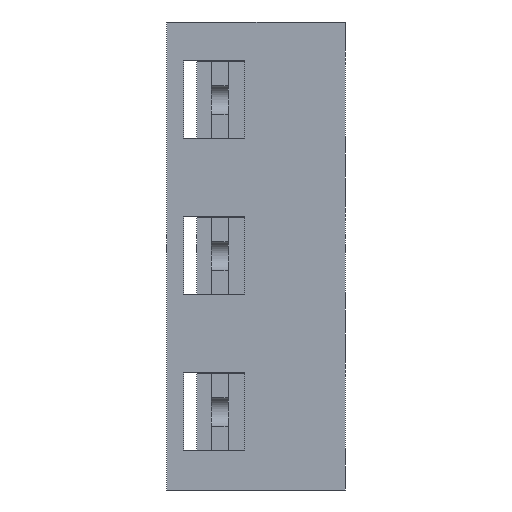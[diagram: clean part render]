
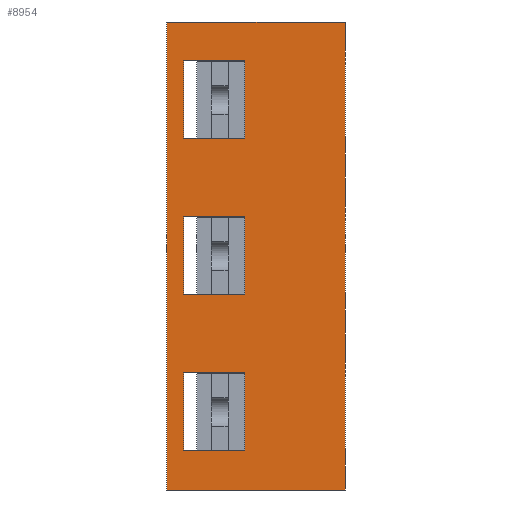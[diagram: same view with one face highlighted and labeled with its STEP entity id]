
A CAD part, left-side view. The second image highlights one B-rep face of the part: STEP entity #8954.
In plain terms, the highlighted planar face has unit normal (-1, 0, 0).
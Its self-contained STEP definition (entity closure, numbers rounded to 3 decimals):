
#17=DIRECTION('',(0.,-1.,0.));
#18=VECTOR('',#17,16.);
#19=CARTESIAN_POINT('',(-17.5,12.5,2016.));
#20=LINE('',#19,#18);
#497=DIRECTION('',(0.,-1.,0.));
#498=VECTOR('',#497,16.);
#499=CARTESIAN_POINT('',(-17.5,12.5,1974.));
#500=LINE('',#499,#498);
#501=DIRECTION('',(0.,0.,1.));
#502=VECTOR('',#501,42.);
#503=CARTESIAN_POINT('',(-17.5,12.5,1974.));
#504=LINE('',#503,#502);
#505=DIRECTION('',(0.,-1.,0.));
#506=VECTOR('',#505,5.5);
#507=CARTESIAN_POINT('',(-17.5,11.,2005.5));
#508=LINE('',#507,#506);
#509=DIRECTION('',(0.,0.,1.));
#510=VECTOR('',#509,7.);
#511=CARTESIAN_POINT('',(-17.5,5.5,2005.5));
#512=LINE('',#511,#510);
#513=DIRECTION('',(0.,1.,0.));
#514=VECTOR('',#513,5.5);
#515=CARTESIAN_POINT('',(-17.5,5.5,2012.5));
#516=LINE('',#515,#514);
#517=DIRECTION('',(0.,0.,-1.));
#518=VECTOR('',#517,7.);
#519=CARTESIAN_POINT('',(-17.5,11.,2012.5));
#520=LINE('',#519,#518);
#521=DIRECTION('',(0.,-1.,0.));
#522=VECTOR('',#521,5.5);
#523=CARTESIAN_POINT('',(-17.5,11.,1991.5));
#524=LINE('',#523,#522);
#525=DIRECTION('',(0.,0.,1.));
#526=VECTOR('',#525,7.);
#527=CARTESIAN_POINT('',(-17.5,5.5,1991.5));
#528=LINE('',#527,#526);
#529=DIRECTION('',(0.,1.,0.));
#530=VECTOR('',#529,5.5);
#531=CARTESIAN_POINT('',(-17.5,5.5,1998.5));
#532=LINE('',#531,#530);
#533=DIRECTION('',(0.,0.,-1.));
#534=VECTOR('',#533,7.);
#535=CARTESIAN_POINT('',(-17.5,11.,1998.5));
#536=LINE('',#535,#534);
#537=DIRECTION('',(0.,-1.,0.));
#538=VECTOR('',#537,5.5);
#539=CARTESIAN_POINT('',(-17.5,11.,1977.5));
#540=LINE('',#539,#538);
#541=DIRECTION('',(0.,0.,1.));
#542=VECTOR('',#541,7.);
#543=CARTESIAN_POINT('',(-17.5,5.5,1977.5));
#544=LINE('',#543,#542);
#545=DIRECTION('',(0.,1.,0.));
#546=VECTOR('',#545,5.5);
#547=CARTESIAN_POINT('',(-17.5,5.5,1984.5));
#548=LINE('',#547,#546);
#549=DIRECTION('',(0.,0.,-1.));
#550=VECTOR('',#549,7.);
#551=CARTESIAN_POINT('',(-17.5,11.,1984.5));
#552=LINE('',#551,#550);
#573=DIRECTION('',(0.,0.,1.));
#574=VECTOR('',#573,42.);
#575=CARTESIAN_POINT('',(-17.5,-3.5,1974.));
#576=LINE('',#575,#574);
#6918=CARTESIAN_POINT('',(-17.5,12.5,2016.));
#6919=VERTEX_POINT('',#6918);
#6920=CARTESIAN_POINT('',(-17.5,-3.5,2016.));
#6921=VERTEX_POINT('',#6920);
#7162=CARTESIAN_POINT('',(-17.5,12.5,1974.));
#7163=VERTEX_POINT('',#7162);
#7164=CARTESIAN_POINT('',(-17.5,-3.5,1974.));
#7165=VERTEX_POINT('',#7164);
#7300=CARTESIAN_POINT('',(-17.5,11.,2005.5));
#7301=CARTESIAN_POINT('',(-17.5,5.5,2005.5));
#7302=VERTEX_POINT('',#7300);
#7303=VERTEX_POINT('',#7301);
#7304=CARTESIAN_POINT('',(-17.5,5.5,2012.5));
#7305=VERTEX_POINT('',#7304);
#7306=CARTESIAN_POINT('',(-17.5,11.,2012.5));
#7307=VERTEX_POINT('',#7306);
#7316=CARTESIAN_POINT('',(-17.5,11.,1991.5));
#7317=CARTESIAN_POINT('',(-17.5,5.5,1991.5));
#7318=VERTEX_POINT('',#7316);
#7319=VERTEX_POINT('',#7317);
#7320=CARTESIAN_POINT('',(-17.5,5.5,1998.5));
#7321=VERTEX_POINT('',#7320);
#7322=CARTESIAN_POINT('',(-17.5,11.,1998.5));
#7323=VERTEX_POINT('',#7322);
#7332=CARTESIAN_POINT('',(-17.5,11.,1977.5));
#7333=CARTESIAN_POINT('',(-17.5,5.5,1977.5));
#7334=VERTEX_POINT('',#7332);
#7335=VERTEX_POINT('',#7333);
#7336=CARTESIAN_POINT('',(-17.5,5.5,1984.5));
#7337=VERTEX_POINT('',#7336);
#7338=CARTESIAN_POINT('',(-17.5,11.,1984.5));
#7339=VERTEX_POINT('',#7338);
#8917=CARTESIAN_POINT('',(-17.5,12.5,0.));
#8918=DIRECTION('',(-1.,0.,0.));
#8919=DIRECTION('',(0.,-1.,0.));
#8920=AXIS2_PLACEMENT_3D('',#8917,#8918,#8919);
#8921=PLANE('',#8920);
#8922=ORIENTED_EDGE('',*,*,#8792,.F.);
#8924=ORIENTED_EDGE('',*,*,#8923,.T.);
#8925=ORIENTED_EDGE('',*,*,#8409,.T.);
#8927=ORIENTED_EDGE('',*,*,#8926,.F.);
#8928=EDGE_LOOP('',(#8922,#8924,#8925,#8927));
#8929=FACE_OUTER_BOUND('',#8928,.F.);
#8931=ORIENTED_EDGE('',*,*,#8930,.T.);
#8933=ORIENTED_EDGE('',*,*,#8932,.T.);
#8935=ORIENTED_EDGE('',*,*,#8934,.T.);
#8936=ORIENTED_EDGE('',*,*,#8865,.T.);
#8937=EDGE_LOOP('',(#8931,#8933,#8935,#8936));
#8938=FACE_BOUND('',#8937,.F.);
#8940=ORIENTED_EDGE('',*,*,#8939,.T.);
#8942=ORIENTED_EDGE('',*,*,#8941,.T.);
#8944=ORIENTED_EDGE('',*,*,#8943,.T.);
#8945=ORIENTED_EDGE('',*,*,#8858,.T.);
#8946=EDGE_LOOP('',(#8940,#8942,#8944,#8945));
#8947=FACE_BOUND('',#8946,.F.);
#8948=ORIENTED_EDGE('',*,*,#8884,.T.);
#8949=ORIENTED_EDGE('',*,*,#8898,.T.);
#8950=ORIENTED_EDGE('',*,*,#8911,.T.);
#8951=ORIENTED_EDGE('',*,*,#8851,.T.);
#8952=EDGE_LOOP('',(#8948,#8949,#8950,#8951));
#8953=FACE_BOUND('',#8952,.F.);
#8954=ADVANCED_FACE('',(#8929,#8938,#8947,#8953),#8921,.T.);
#8409=EDGE_CURVE('',#6919,#6921,#20,.T.);
#8792=EDGE_CURVE('',#7163,#7165,#500,.T.);
#8851=EDGE_CURVE('',#7339,#7334,#552,.T.);
#8858=EDGE_CURVE('',#7323,#7318,#536,.T.);
#8865=EDGE_CURVE('',#7307,#7302,#520,.T.);
#8884=EDGE_CURVE('',#7334,#7335,#540,.T.);
#8898=EDGE_CURVE('',#7335,#7337,#544,.T.);
#8911=EDGE_CURVE('',#7337,#7339,#548,.T.);
#8923=EDGE_CURVE('',#7163,#6919,#504,.T.);
#8926=EDGE_CURVE('',#7165,#6921,#576,.T.);
#8930=EDGE_CURVE('',#7302,#7303,#508,.T.);
#8932=EDGE_CURVE('',#7303,#7305,#512,.T.);
#8934=EDGE_CURVE('',#7305,#7307,#516,.T.);
#8939=EDGE_CURVE('',#7318,#7319,#524,.T.);
#8941=EDGE_CURVE('',#7319,#7321,#528,.T.);
#8943=EDGE_CURVE('',#7321,#7323,#532,.T.);
